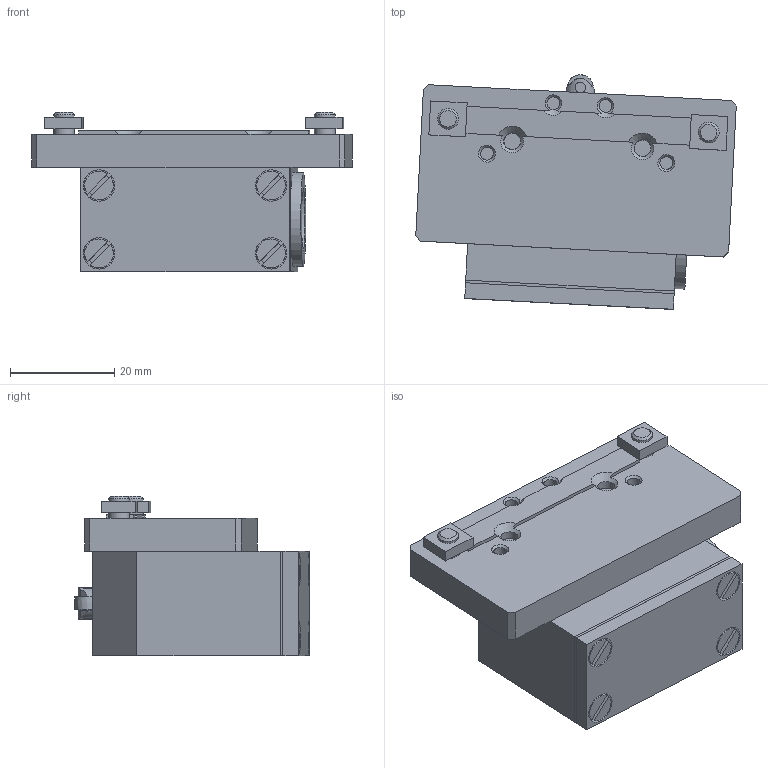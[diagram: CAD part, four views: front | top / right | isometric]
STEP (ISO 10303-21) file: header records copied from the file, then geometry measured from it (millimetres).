
FILE_DESCRIPTION(/* description */ (''),/* implementation_level */ '2;1');
FILE_NAME(/* name */ 'CAD_40683.stp',/* time_stamp */ '2016-05-07T11:36:27+02:00',/* author */ ('Hypex'),/* organization */ ('Hypex'),/* preprocessor_version */ 'ST-DEVELOPER v16.1',/* originating_system */ 'Autodesk Inventor 2016',/* authorisation */ '');
FILE_SCHEMA (('AUTOMOTIVE_DESIGN { 1 0 10303 214 3 1 1 }'));
Length unit declared in the file: millimetre
Products named in the file (1): CAD_40683
Bounding box: 61.38 x 44.98 x 30.5 mm (x, y, z)
Volume: 40712.9 mm3; surface area: 12092.2 mm2
Topology: 1 solids, 1 shells, 228 faces, 539 edges, 351 vertices
Faces by surface type: plane 134, cylinder 51, cone 34, torus 8, bspline 1
Full cylindrical faces by diameter (mm): 2 x4, 2.459 x4, 3.242 x2, 4 x6, 4.3 x2, 4.5 x2, 6 x4, 7 x4, 8 x6, 10.79 x1, 10.8 x1, 18 x1
Entity records: 6078 total; most frequent: CARTESIAN_POINT 1182, DIRECTION 966, ORIENTED_EDGE 840, EDGE_CURVE 420, AXIS2_PLACEMENT_3D 377, EDGE_LOOP 343, VERTEX_POINT 311, STYLED_ITEM 225
